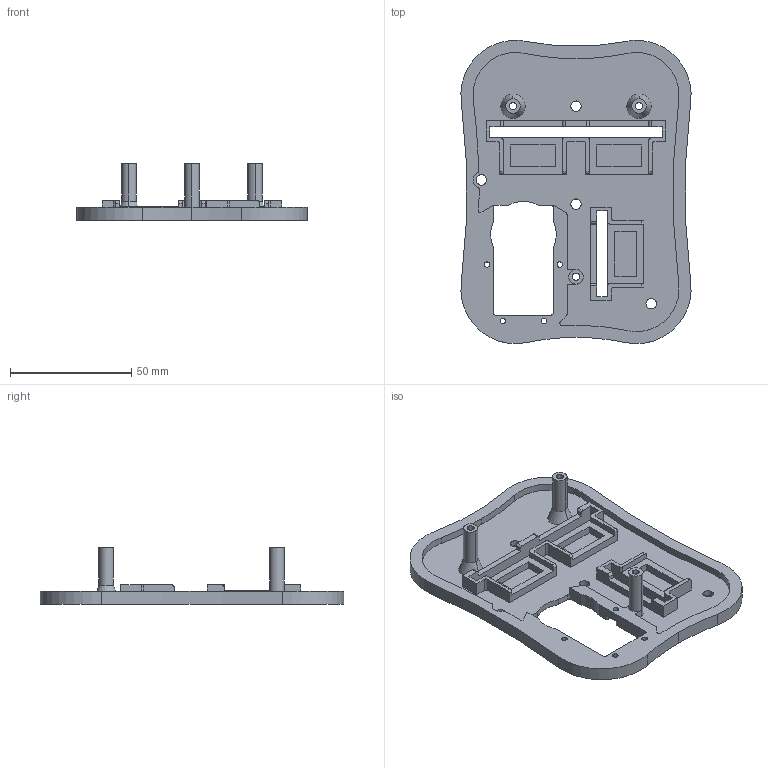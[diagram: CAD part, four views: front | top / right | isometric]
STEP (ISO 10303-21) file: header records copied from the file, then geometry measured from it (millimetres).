
FILE_DESCRIPTION (( 'STEP AP203' ), '1' );
FILE_NAME ('a2_o.STEP', '2015-02-27T23:25:12', ( '' ), ( '' ), 'SwSTEP 2.0', 'SolidWorks 2013', '' );
FILE_SCHEMA (( 'CONFIG_CONTROL_DESIGN' ));
Length unit declared in the file: millimetre
Products named in the file (1): a2_o
Bounding box: 94.95 x 125.14 x 23.5 mm (x, y, z)
Volume: 36517 mm3; surface area: 28589.3 mm2
Topology: 1 solids, 1 shells, 211 faces, 600 edges, 398 vertices
Faces by surface type: cylinder 105, plane 102, cone 4
Entity records: 7053 total; most frequent: DIRECTION 1238, CARTESIAN_POINT 1210, ORIENTED_EDGE 1200, EDGE_CURVE 600, AXIS2_PLACEMENT_3D 426, VERTEX_POINT 398, LINE 386, VECTOR 386
